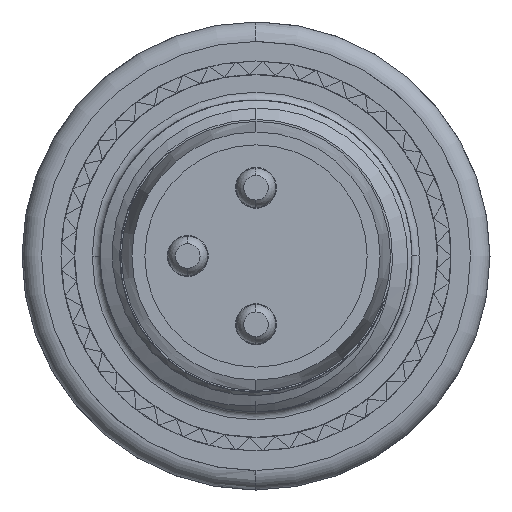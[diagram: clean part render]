
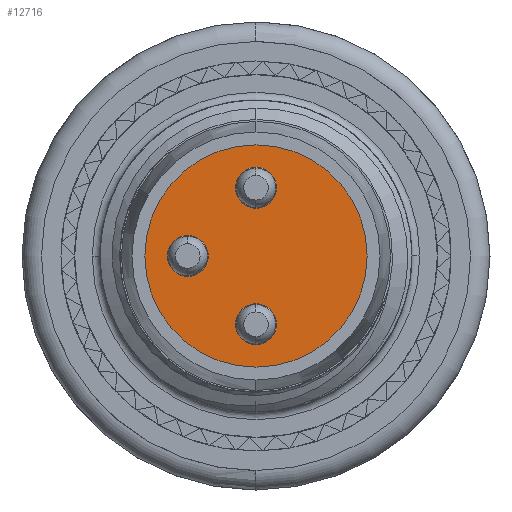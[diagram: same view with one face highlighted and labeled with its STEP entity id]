
A CAD part, left-side view. The second image highlights one B-rep face of the part: STEP entity #12716.
In plain terms, the highlighted planar face has unit normal (-1, 0, 0).
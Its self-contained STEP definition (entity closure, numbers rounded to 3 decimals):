
#109=CARTESIAN_POINT('',(0.,0.,0.));
#110=DIRECTION('',(-1.,0.,0.));
#111=DIRECTION('',(0.,0.,1.));
#112=AXIS2_PLACEMENT_3D('',#109,#110,#111);
#117=CARTESIAN_POINT('',(0.,0.,0.));
#118=DIRECTION('',(1.,0.,0.));
#119=DIRECTION('',(0.,0.,1.));
#120=AXIS2_PLACEMENT_3D('',#117,#118,#119);
#125=CARTESIAN_POINT('',(0.,0.,1.75));
#126=DIRECTION('',(1.,0.,0.));
#127=DIRECTION('',(0.,-1.,0.));
#128=AXIS2_PLACEMENT_3D('',#125,#126,#127);
#133=CARTESIAN_POINT('',(0.,0.,1.75));
#134=DIRECTION('',(1.,0.,0.));
#135=DIRECTION('',(0.,1.,0.));
#136=AXIS2_PLACEMENT_3D('',#133,#134,#135);
#141=CARTESIAN_POINT('',(0.,1.75,0.));
#142=DIRECTION('',(1.,0.,0.));
#143=DIRECTION('',(0.,-1.,0.));
#144=AXIS2_PLACEMENT_3D('',#141,#142,#143);
#149=CARTESIAN_POINT('',(0.,1.75,0.));
#150=DIRECTION('',(1.,0.,0.));
#151=DIRECTION('',(0.,1.,0.));
#152=AXIS2_PLACEMENT_3D('',#149,#150,#151);
#157=CARTESIAN_POINT('',(0.,0.,-1.75));
#158=DIRECTION('',(1.,0.,0.));
#159=DIRECTION('',(0.,-1.,0.));
#160=AXIS2_PLACEMENT_3D('',#157,#158,#159);
#165=CARTESIAN_POINT('',(0.,0.,-1.75));
#166=DIRECTION('',(1.,0.,0.));
#167=DIRECTION('',(0.,1.,0.));
#168=AXIS2_PLACEMENT_3D('',#165,#166,#167);
#11433=CARTESIAN_POINT('',(0.,0.,2.85));
#11435=VERTEX_POINT('',#11433);
#11441=CARTESIAN_POINT('',(0.,0.,-2.85));
#11443=VERTEX_POINT('',#11441);
#11448=CARTESIAN_POINT('',(0.,-0.525,1.75));
#11449=CARTESIAN_POINT('',(0.,0.525,1.75));
#11450=VERTEX_POINT('',#11448);
#11451=VERTEX_POINT('',#11449);
#11452=CARTESIAN_POINT('',(0.,1.225,0.));
#11453=CARTESIAN_POINT('',(0.,2.275,0.));
#11454=VERTEX_POINT('',#11452);
#11455=VERTEX_POINT('',#11453);
#11460=CARTESIAN_POINT('',(0.,-0.525,-1.75));
#11461=CARTESIAN_POINT('',(0.,0.525,-1.75));
#11462=VERTEX_POINT('',#11460);
#11463=VERTEX_POINT('',#11461);
#12689=CARTESIAN_POINT('',(0.,0.,0.));
#12690=DIRECTION('',(1.,0.,0.));
#12691=DIRECTION('',(0.,0.,-1.));
#12692=AXIS2_PLACEMENT_3D('',#12689,#12690,#12691);
#12693=PLANE('',#12692);
#12694=ORIENTED_EDGE('',*,*,#12681,.F.);
#12695=ORIENTED_EDGE('',*,*,#12670,.T.);
#12696=EDGE_LOOP('',(#12694,#12695));
#12697=FACE_OUTER_BOUND('',#12696,.F.);
#12699=ORIENTED_EDGE('',*,*,#12698,.F.);
#12701=ORIENTED_EDGE('',*,*,#12700,.F.);
#12702=EDGE_LOOP('',(#12699,#12701));
#12703=FACE_BOUND('',#12702,.F.);
#12705=ORIENTED_EDGE('',*,*,#12704,.F.);
#12707=ORIENTED_EDGE('',*,*,#12706,.F.);
#12708=EDGE_LOOP('',(#12705,#12707));
#12709=FACE_BOUND('',#12708,.F.);
#12711=ORIENTED_EDGE('',*,*,#12710,.F.);
#12713=ORIENTED_EDGE('',*,*,#12712,.F.);
#12714=EDGE_LOOP('',(#12711,#12713));
#12715=FACE_BOUND('',#12714,.F.);
#12716=ADVANCED_FACE('',(#12697,#12703,#12709,#12715),#12693,.F.);
#113=CIRCLE('',#112,2.85);
#121=CIRCLE('',#120,2.85);
#129=CIRCLE('',#128,0.525);
#137=CIRCLE('',#136,0.525);
#145=CIRCLE('',#144,0.525);
#153=CIRCLE('',#152,0.525);
#161=CIRCLE('',#160,0.525);
#169=CIRCLE('',#168,0.525);
#12670=EDGE_CURVE('',#11435,#11443,#121,.T.);
#12681=EDGE_CURVE('',#11435,#11443,#113,.T.);
#12698=EDGE_CURVE('',#11450,#11451,#129,.T.);
#12700=EDGE_CURVE('',#11451,#11450,#137,.T.);
#12704=EDGE_CURVE('',#11454,#11455,#145,.T.);
#12706=EDGE_CURVE('',#11455,#11454,#153,.T.);
#12710=EDGE_CURVE('',#11462,#11463,#161,.T.);
#12712=EDGE_CURVE('',#11463,#11462,#169,.T.);
